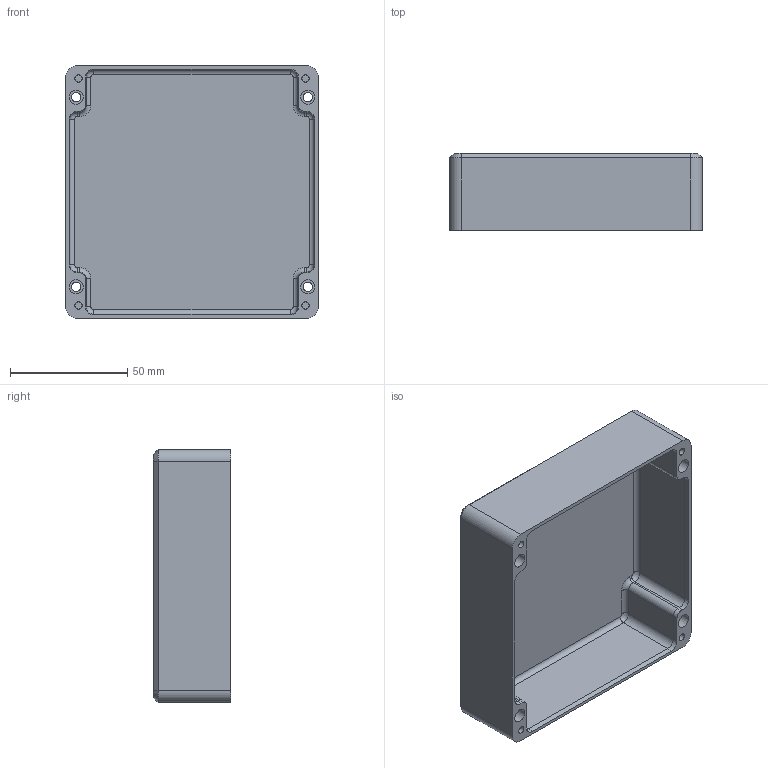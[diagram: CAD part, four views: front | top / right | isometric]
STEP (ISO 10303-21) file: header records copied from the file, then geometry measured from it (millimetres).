
FILE_DESCRIPTION(/* description */ (''),/* implementation_level */ '2;1');
FILE_NAME(/* name */ 'cover.step',/* time_stamp */ '2022-05-18T12:03:19+02:00',/* author */ (''),/* organization */ (''),/* preprocessor_version */ 'ST-DEVELOPER v18.1',/* originating_system */ 'Autodesk Translation Framework v10.14.0.1471',/* authorisation */ '');
FILE_SCHEMA (('AUTOMOTIVE_DESIGN { 1 0 10303 214 3 1 1 }'));
Length unit declared in the file: millimetre
Products named in the file (1): cover
Bounding box: 108 x 33 x 108 mm (x, y, z)
Volume: 57859.2 mm3; surface area: 51577 mm2
Topology: 1 solids, 1 shells, 111 faces, 244 edges, 144 vertices
Faces by surface type: plane 43, cylinder 40, cone 16, bspline 8, torus 4
Full cylindrical faces by diameter (mm): 3.1 x4, 4 x4, 6 x4
Entity records: 3106 total; most frequent: CARTESIAN_POINT 564, DIRECTION 560, ORIENTED_EDGE 488, EDGE_CURVE 244, AXIS2_PLACEMENT_3D 212, VERTEX_POINT 144, LINE 136, VECTOR 136
